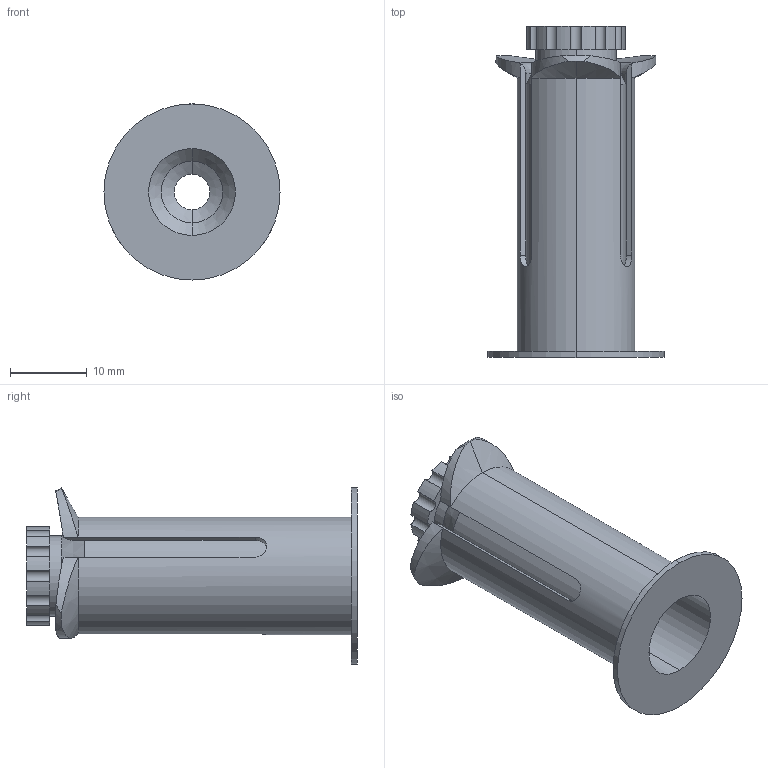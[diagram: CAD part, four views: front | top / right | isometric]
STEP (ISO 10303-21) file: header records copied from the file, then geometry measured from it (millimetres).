
FILE_DESCRIPTION (( 'STEP AP203' ), '1' );
FILE_NAME ('Leica_iiif_rapid_take_up_spool.STEP', '2025-08-25T07:39:48', ( '' ), ( '' ), 'SwSTEP 2.0', 'SolidWorks 2023', '' );
FILE_SCHEMA (( 'CONFIG_CONTROL_DESIGN' ));
Length unit declared in the file: millimetre
Products named in the file (1): Leica_iiif_rapid_take_up_spool
Bounding box: 22.9 x 43 x 22.9 mm (x, y, z)
Volume: 4098 mm3; surface area: 6144.2 mm2
Topology: 1 solids, 1 shells, 93 faces, 247 edges, 159 vertices
Faces by surface type: cylinder 61, cone 17, plane 11, torus 4
Entity records: 3300 total; most frequent: CARTESIAN_POINT 922, ORIENTED_EDGE 494, DIRECTION 485, EDGE_CURVE 247, AXIS2_PLACEMENT_3D 202, VERTEX_POINT 159, CIRCLE 108, EDGE_LOOP 98
